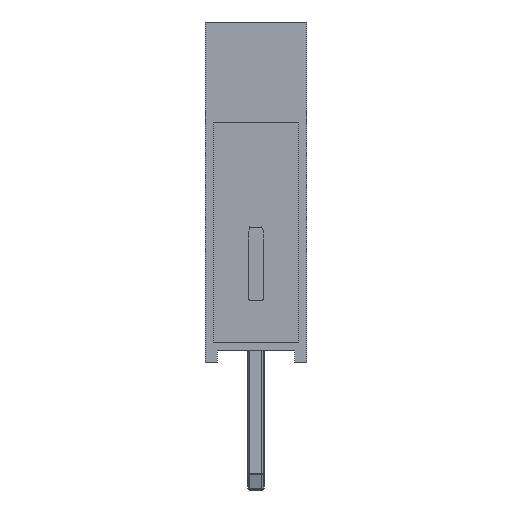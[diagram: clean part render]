
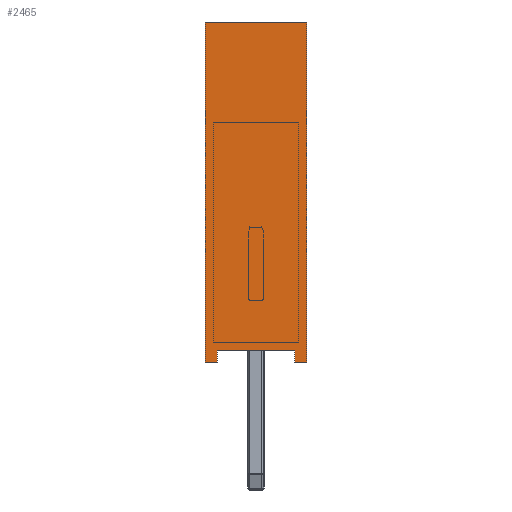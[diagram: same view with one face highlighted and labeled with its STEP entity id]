
A CAD part, left-side view. The second image highlights one B-rep face of the part: STEP entity #2465.
In plain terms, the highlighted planar face has unit normal (-1, 0, 0).
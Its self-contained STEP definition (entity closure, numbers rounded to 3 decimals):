
#369=FACE_OUTER_BOUND('',#520,.T.);
#520=EDGE_LOOP('',(#1621,#1622,#1623,#1624,#1625,#1626,#1627,#1628));
#686=LINE('',#3850,#872);
#688=LINE('',#3856,#874);
#691=LINE('',#3861,#877);
#696=LINE('',#3875,#882);
#697=LINE('',#3878,#883);
#700=LINE('',#3884,#886);
#701=LINE('',#3886,#887);
#702=LINE('',#3887,#888);
#872=VECTOR('',#3010,10.);
#874=VECTOR('',#3014,10.);
#877=VECTOR('',#3019,10.);
#882=VECTOR('',#3034,10.);
#883=VECTOR('',#3037,10.);
#886=VECTOR('',#3042,10.);
#887=VECTOR('',#3043,10.);
#888=VECTOR('',#3044,10.);
#1056=VERTEX_POINT('',#3844);
#1058=VERTEX_POINT('',#3848);
#1059=VERTEX_POINT('',#3852);
#1061=VERTEX_POINT('',#3855);
#1066=VERTEX_POINT('',#3873);
#1067=VERTEX_POINT('',#3877);
#1069=VERTEX_POINT('',#3883);
#1070=VERTEX_POINT('',#3885);
#1254=EDGE_CURVE('',#1056,#1058,#686,.T.);
#1256=EDGE_CURVE('',#1061,#1059,#688,.T.);
#1259=EDGE_CURVE('',#1058,#1061,#691,.T.);
#1268=EDGE_CURVE('',#1059,#1066,#696,.T.);
#1269=EDGE_CURVE('',#1067,#1056,#697,.T.);
#1272=EDGE_CURVE('',#1066,#1069,#700,.T.);
#1273=EDGE_CURVE('',#1070,#1069,#701,.T.);
#1274=EDGE_CURVE('',#1067,#1070,#702,.T.);
#1621=ORIENTED_EDGE('',*,*,#1254,.T.);
#1622=ORIENTED_EDGE('',*,*,#1259,.T.);
#1623=ORIENTED_EDGE('',*,*,#1256,.T.);
#1624=ORIENTED_EDGE('',*,*,#1268,.T.);
#1625=ORIENTED_EDGE('',*,*,#1272,.T.);
#1626=ORIENTED_EDGE('',*,*,#1273,.F.);
#1627=ORIENTED_EDGE('',*,*,#1274,.F.);
#1628=ORIENTED_EDGE('',*,*,#1269,.T.);
#2269=PLANE('',#2673);
#2465=ADVANCED_FACE('',(#369),#2269,.T.);
#2673=AXIS2_PLACEMENT_3D('',#3882,#3040,#3041);
#3010=DIRECTION('',(0.,0.,1.));
#3014=DIRECTION('',(0.,0.,-1.));
#3019=DIRECTION('',(0.,-1.,0.));
#3034=DIRECTION('',(0.,-1.,0.));
#3037=DIRECTION('',(0.,-1.,0.));
#3040=DIRECTION('center_axis',(-1.,0.,0.));
#3041=DIRECTION('ref_axis',(0.,-1.,0.));
#3042=DIRECTION('',(0.,0.,1.));
#3043=DIRECTION('',(0.,-1.,0.));
#3044=DIRECTION('',(0.,0.,1.));
#3844=CARTESIAN_POINT('',(-1.27,0.97,0.));
#3848=CARTESIAN_POINT('',(-1.27,0.97,0.3));
#3850=CARTESIAN_POINT('',(-1.27,0.97,0.));
#3852=CARTESIAN_POINT('',(-1.27,-0.97,0.));
#3855=CARTESIAN_POINT('',(-1.27,-0.97,0.3));
#3856=CARTESIAN_POINT('',(-1.27,-0.97,0.));
#3861=CARTESIAN_POINT('',(-1.27,0.635,0.3));
#3873=CARTESIAN_POINT('',(-1.27,-1.27,0.));
#3875=CARTESIAN_POINT('',(-1.27,1.27,0.));
#3877=CARTESIAN_POINT('',(-1.27,1.27,0.));
#3878=CARTESIAN_POINT('',(-1.27,1.27,0.));
#3882=CARTESIAN_POINT('Origin',(-1.27,1.27,0.));
#3883=CARTESIAN_POINT('',(-1.27,-1.27,8.5));
#3884=CARTESIAN_POINT('',(-1.27,-1.27,0.));
#3885=CARTESIAN_POINT('',(-1.27,1.27,8.5));
#3886=CARTESIAN_POINT('',(-1.27,1.27,8.5));
#3887=CARTESIAN_POINT('',(-1.27,1.27,0.));
